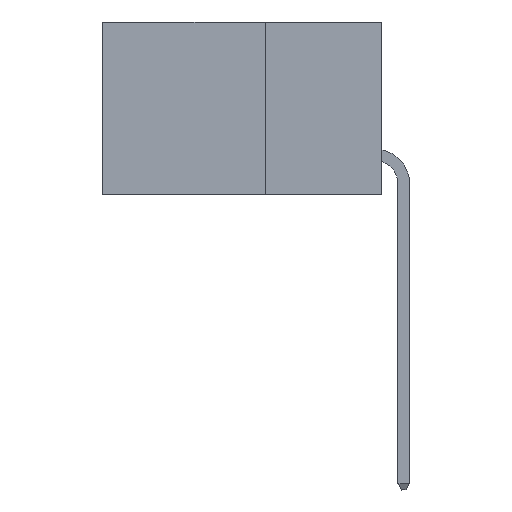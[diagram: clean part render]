
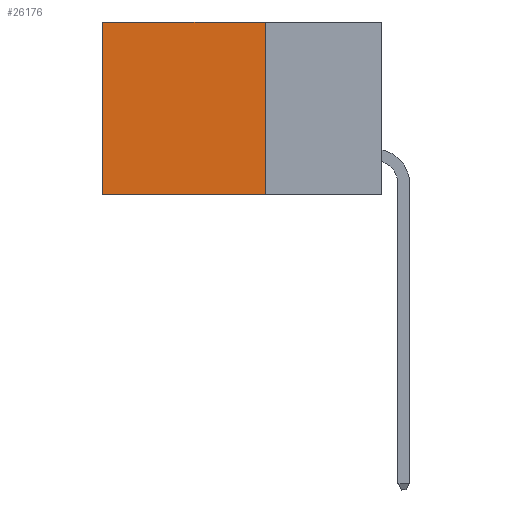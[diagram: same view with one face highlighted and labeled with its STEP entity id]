
A CAD part, left-side view. The second image highlights one B-rep face of the part: STEP entity #26176.
In plain terms, the highlighted planar face has unit normal (-1, 0, 0).
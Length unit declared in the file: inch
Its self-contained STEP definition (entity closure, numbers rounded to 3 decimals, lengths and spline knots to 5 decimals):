
#3729 = DIRECTION ( 'NONE',  ( 0., 1., 0. ) ) ;
#4166 = CARTESIAN_POINT ( 'NONE',  ( 0.2875, 0.25, 0. ) ) ;
#4297 = ORIENTED_EDGE ( 'NONE', *, *, #9914, .T. ) ;
#5463 = ORIENTED_EDGE ( 'NONE', *, *, #22313, .F. ) ;
#6841 = LINE ( 'NONE', #25153, #34709 ) ;
#6896 = VERTEX_POINT ( 'NONE', #27365 ) ;
#7892 = CARTESIAN_POINT ( 'NONE',  ( 0.2875, 0.25, 0. ) ) ;
#9275 = DIRECTION ( 'NONE',  ( 0., 1., 0. ) ) ;
#9394 = ORIENTED_EDGE ( 'NONE', *, *, #25467, .F. ) ;
#9914 = EDGE_CURVE ( 'NONE', #29757, #33222, #36521, .T. ) ;
#11058 = AXIS2_PLACEMENT_3D ( 'NONE', #41841, #11916, #35226 ) ;
#11469 = FACE_OUTER_BOUND ( 'NONE', #19548, .T. ) ;
#11916 = DIRECTION ( 'NONE',  ( 1., 0., 0. ) ) ;
#13622 = VECTOR ( 'NONE', #41324, 39.37008 ) ;
#13929 = VECTOR ( 'NONE', #9275, 39.37008 ) ;
#16592 = LINE ( 'NONE', #32571, #13929 ) ;
#19548 = EDGE_LOOP ( 'NONE', ( #29787, #5463, #9394, #4297 ) ) ;
#22313 = EDGE_CURVE ( 'NONE', #6896, #23371, #16592, .T. ) ;
#23371 = VERTEX_POINT ( 'NONE', #27644 ) ;
#25153 = CARTESIAN_POINT ( 'NONE',  ( 0.2875, 0.6, 0. ) ) ;
#25467 = EDGE_CURVE ( 'NONE', #29757, #6896, #30928, .T. ) ;
#26176 = ADVANCED_FACE ( 'NONE', ( #11469 ), #31859, .F. ) ;
#27365 = CARTESIAN_POINT ( 'NONE',  ( 0.2875, 0.25, -0.37 ) ) ;
#27481 = CARTESIAN_POINT ( 'NONE',  ( 0.2875, 0.25, 0. ) ) ;
#27628 = VECTOR ( 'NONE', #3729, 39.37008 ) ;
#27644 = CARTESIAN_POINT ( 'NONE',  ( 0.2875, 0.6, -0.37 ) ) ;
#29757 = VERTEX_POINT ( 'NONE', #27481 ) ;
#29787 = ORIENTED_EDGE ( 'NONE', *, *, #29796, .T. ) ;
#29796 = EDGE_CURVE ( 'NONE', #33222, #23371, #6841, .T. ) ;
#30928 = LINE ( 'NONE', #7892, #13622 ) ;
#31859 = PLANE ( 'NONE',  #11058 ) ;
#32571 = CARTESIAN_POINT ( 'NONE',  ( 0.2875, 0.25, -0.37 ) ) ;
#33222 = VERTEX_POINT ( 'NONE', #40964 ) ;
#34709 = VECTOR ( 'NONE', #34811, 39.37008 ) ;
#34811 = DIRECTION ( 'NONE',  ( 0., 0., -1. ) ) ;
#35226 = DIRECTION ( 'NONE',  ( 0., 0., -1. ) ) ;
#36521 = LINE ( 'NONE', #4166, #27628 ) ;
#40964 = CARTESIAN_POINT ( 'NONE',  ( 0.2875, 0.6, 0. ) ) ;
#41324 = DIRECTION ( 'NONE',  ( 0., 0., -1. ) ) ;
#41841 = CARTESIAN_POINT ( 'NONE',  ( 0.2875, 0.25, 0. ) ) ;
